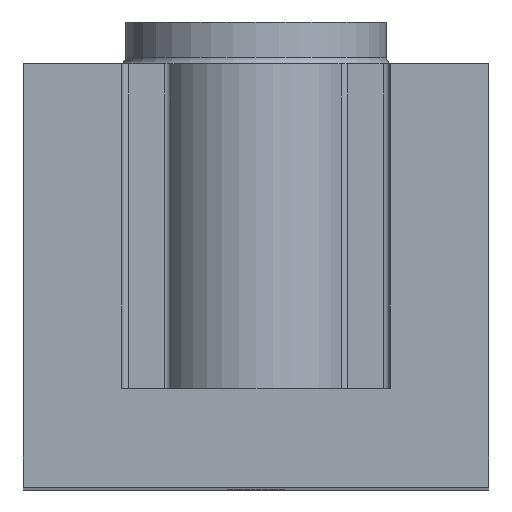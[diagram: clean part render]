
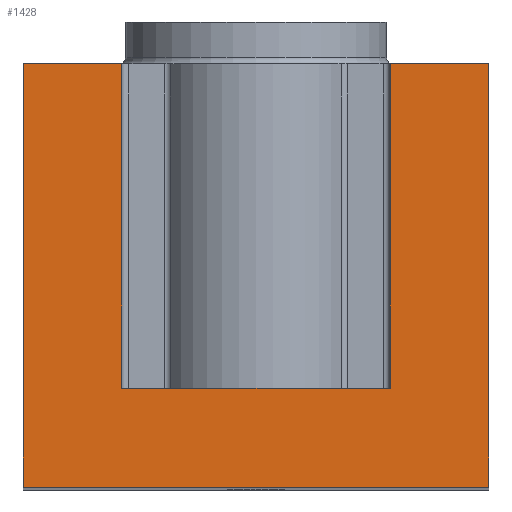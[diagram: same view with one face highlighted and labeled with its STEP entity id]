
A CAD part, top view. The second image highlights one B-rep face of the part: STEP entity #1428.
In plain terms, the highlighted planar face has unit normal (0, 0, 1).
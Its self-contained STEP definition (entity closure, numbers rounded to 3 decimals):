
#43=PLANE('',#1572);
#95=LINE('',#2329,#183);
#100=LINE('',#2350,#188);
#111=LINE('',#2394,#199);
#114=LINE('',#2414,#202);
#116=LINE('',#2427,#204);
#117=LINE('',#2429,#205);
#118=LINE('',#2431,#206);
#119=LINE('',#2433,#207);
#183=VECTOR('',#1762,1000.);
#188=VECTOR('',#1777,1000.);
#199=VECTOR('',#1812,1000.);
#202=VECTOR('',#1831,1000.);
#204=VECTOR('',#1845,1000.);
#205=VECTOR('',#1848,1000.);
#206=VECTOR('',#1849,1000.);
#207=VECTOR('',#1850,1000.);
#372=ORIENTED_EDGE('',*,*,#731,.F.);
#373=ORIENTED_EDGE('',*,*,#681,.T.);
#374=ORIENTED_EDGE('',*,*,#713,.T.);
#375=ORIENTED_EDGE('',*,*,#723,.T.);
#376=ORIENTED_EDGE('',*,*,#730,.T.);
#377=ORIENTED_EDGE('',*,*,#691,.T.);
#378=ORIENTED_EDGE('',*,*,#732,.F.);
#379=ORIENTED_EDGE('',*,*,#733,.T.);
#681=EDGE_CURVE('',#861,#862,#95,.T.);
#691=EDGE_CURVE('',#872,#871,#100,.T.);
#713=EDGE_CURVE('',#862,#892,#111,.T.);
#723=EDGE_CURVE('',#892,#901,#114,.T.);
#730=EDGE_CURVE('',#901,#872,#116,.T.);
#731=EDGE_CURVE('',#861,#907,#117,.T.);
#732=EDGE_CURVE('',#908,#871,#118,.T.);
#733=EDGE_CURVE('',#908,#907,#119,.T.);
#861=VERTEX_POINT('',#2330);
#862=VERTEX_POINT('',#2331);
#871=VERTEX_POINT('',#2349);
#872=VERTEX_POINT('',#2351);
#892=VERTEX_POINT('',#2393);
#901=VERTEX_POINT('',#2413);
#907=VERTEX_POINT('',#2430);
#908=VERTEX_POINT('',#2432);
#1090=EDGE_LOOP('',(#372,#373,#374,#375,#376,#377,#378,#379));
#1252=FACE_BOUND('',#1090,.T.);
#1428=ADVANCED_FACE('',(#1252),#43,.T.);
#1572=AXIS2_PLACEMENT_3D('',#2428,#1846,#1847);
#1762=DIRECTION('',(-1.,0.,0.));
#1777=DIRECTION('',(-1.,0.,0.));
#1812=DIRECTION('',(0.,-1.,0.));
#1831=DIRECTION('',(1.,0.,0.));
#1845=DIRECTION('',(0.,1.,0.));
#1846=DIRECTION('',(0.,0.,1.));
#1847=DIRECTION('',(1.,0.,0.));
#1848=DIRECTION('',(0.,-1.,0.));
#1849=DIRECTION('',(0.,1.,0.));
#1850=DIRECTION('',(-1.,0.,0.));
#2329=CARTESIAN_POINT('',(16.5,30.,60.));
#2330=CARTESIAN_POINT('',(-9.5,30.,60.));
#2331=CARTESIAN_POINT('',(-16.5,30.,60.));
#2349=CARTESIAN_POINT('',(9.5,30.,60.));
#2350=CARTESIAN_POINT('',(16.5,30.,60.));
#2351=CARTESIAN_POINT('',(16.5,30.,60.));
#2393=CARTESIAN_POINT('',(-16.5,0.,60.));
#2394=CARTESIAN_POINT('',(-16.5,30.,60.));
#2413=CARTESIAN_POINT('',(16.5,0.,60.));
#2414=CARTESIAN_POINT('',(-16.5,0.,60.));
#2427=CARTESIAN_POINT('',(16.5,0.,60.));
#2428=CARTESIAN_POINT('',(0.,0.,60.));
#2429=CARTESIAN_POINT('',(-9.5,0.,60.));
#2430=CARTESIAN_POINT('',(-9.5,7.,60.));
#2431=CARTESIAN_POINT('',(9.5,0.,60.));
#2432=CARTESIAN_POINT('',(9.5,7.,60.));
#2433=CARTESIAN_POINT('',(0.,7.,60.));
